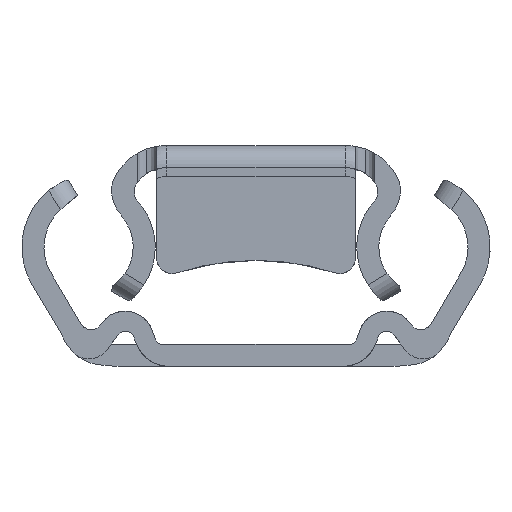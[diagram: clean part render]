
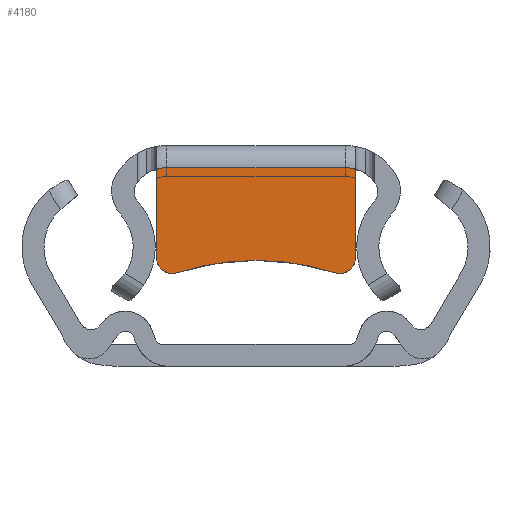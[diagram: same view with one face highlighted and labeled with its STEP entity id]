
A CAD part, left-side view. The second image highlights one B-rep face of the part: STEP entity #4180.
In plain terms, the highlighted planar face has unit normal (-1, 0, 0).
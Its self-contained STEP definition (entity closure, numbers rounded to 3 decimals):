
#119 = DIRECTION ( 'NONE',  ( 0., 0., 1. ) ) ;
#379 = DIRECTION ( 'NONE',  ( -1., 0., 0. ) ) ;
#468 = CARTESIAN_POINT ( 'NONE',  ( 0., -1.498, -0.401 ) ) ;
#496 = AXIS2_PLACEMENT_3D ( 'NONE', #7480, #12777, #119 ) ;
#572 = EDGE_CURVE ( 'NONE', #12147, #5497, #13469, .T. ) ;
#624 = EDGE_CURVE ( 'NONE', #11472, #5977, #5658, .T. ) ;
#666 = CARTESIAN_POINT ( 'NONE',  ( 0., 0., -3.417 ) ) ;
#683 = LINE ( 'NONE', #13341, #5669 ) ;
#685 = VERTEX_POINT ( 'NONE', #1153 ) ;
#987 = DIRECTION ( 'NONE',  ( 0., 0., -1. ) ) ;
#1153 = CARTESIAN_POINT ( 'NONE',  ( 0., -2.25, 4.468 ) ) ;
#1448 = PLANE ( 'NONE',  #3212 ) ;
#1628 = CARTESIAN_POINT ( 'NONE',  ( 0., -2.023, 3.673 ) ) ;
#1717 = CIRCLE ( 'NONE', #9404, 0.35 ) ;
#1749 = EDGE_LOOP ( 'NONE', ( #12320, #4501, #5782, #4955, #5569, #4847, #3284, #13251, #9044, #2483, #10491 ) ) ;
#1835 = DIRECTION ( 'NONE',  ( -1., 0., 0. ) ) ;
#1920 = EDGE_CURVE ( 'NONE', #2594, #5977, #683, .T. ) ;
#1930 = CIRCLE ( 'NONE', #8964, 0.827 ) ;
#2483 = ORIENTED_EDGE ( 'NONE', *, *, #8989, .T. ) ;
#2566 = CARTESIAN_POINT ( 'NONE',  ( 0., 2.25, 4.468 ) ) ;
#2594 = VERTEX_POINT ( 'NONE', #3406 ) ;
#2596 = EDGE_CURVE ( 'NONE', #685, #5906, #5838, .T. ) ;
#2800 = CIRCLE ( 'NONE', #4781, 0.35 ) ;
#2917 = DIRECTION ( 'NONE',  ( -1., 0., 0. ) ) ;
#2989 = AXIS2_PLACEMENT_3D ( 'NONE', #1628, #12013, #7685 ) ;
#3212 = AXIS2_PLACEMENT_3D ( 'NONE', #5627, #6805, #13002 ) ;
#3284 = ORIENTED_EDGE ( 'NONE', *, *, #6549, .F. ) ;
#3406 = CARTESIAN_POINT ( 'NONE',  ( 0., 2.238, 2.359 ) ) ;
#3827 = DIRECTION ( 'NONE',  ( 0., 0., 1. ) ) ;
#3908 = DIRECTION ( 'NONE',  ( 0., 0.259, 0.966 ) ) ;
#4180 = ADVANCED_FACE ( 'NONE', ( #7779 ), #1448, .F. ) ;
#4222 = DIRECTION ( 'NONE',  ( 0., 1., 0. ) ) ;
#4501 = ORIENTED_EDGE ( 'NONE', *, *, #5799, .T. ) ;
#4577 = DIRECTION ( 'NONE',  ( 0., 0., 1. ) ) ;
#4668 = CARTESIAN_POINT ( 'NONE',  ( 0., 2.023, 4.5 ) ) ;
#4776 = DIRECTION ( 'NONE',  ( 0., 0., -1. ) ) ;
#4781 = AXIS2_PLACEMENT_3D ( 'NONE', #10375, #1835, #10305 ) ;
#4838 = CARTESIAN_POINT ( 'NONE',  ( 0., -2.238, 2.359 ) ) ;
#4847 = ORIENTED_EDGE ( 'NONE', *, *, #572, .F. ) ;
#4948 = DIRECTION ( 'NONE',  ( 0., 0., 1. ) ) ;
#4955 = ORIENTED_EDGE ( 'NONE', *, *, #1920, .F. ) ;
#5382 = CARTESIAN_POINT ( 'NONE',  ( 0., 1.792, 2.117 ) ) ;
#5497 = VERTEX_POINT ( 'NONE', #5382 ) ;
#5569 = ORIENTED_EDGE ( 'NONE', *, *, #13260, .T. ) ;
#5627 = CARTESIAN_POINT ( 'NONE',  ( 0., -2.023, 3.673 ) ) ;
#5658 = LINE ( 'NONE', #10977, #9338 ) ;
#5669 = VECTOR ( 'NONE', #3908, 1000. ) ;
#5782 = ORIENTED_EDGE ( 'NONE', *, *, #624, .T. ) ;
#5799 = EDGE_CURVE ( 'NONE', #11906, #11472, #1930, .T. ) ;
#5838 = CIRCLE ( 'NONE', #2989, 0.827 ) ;
#5854 = EDGE_CURVE ( 'NONE', #5906, #11906, #6211, .T. ) ;
#5906 = VERTEX_POINT ( 'NONE', #8675 ) ;
#5977 = VERTEX_POINT ( 'NONE', #12929 ) ;
#6211 = LINE ( 'NONE', #9308, #11822 ) ;
#6437 = EDGE_CURVE ( 'NONE', #11367, #10853, #12907, .T. ) ;
#6549 = EDGE_CURVE ( 'NONE', #12715, #12147, #12256, .T. ) ;
#6805 = DIRECTION ( 'NONE',  ( 1., 0., 0. ) ) ;
#7394 = CARTESIAN_POINT ( 'NONE',  ( 0., 0., 2.4 ) ) ;
#7480 = CARTESIAN_POINT ( 'NONE',  ( 0., 0., -3.417 ) ) ;
#7685 = DIRECTION ( 'NONE',  ( 0., 0., -1. ) ) ;
#7779 = FACE_OUTER_BOUND ( 'NONE', #1749, .T. ) ;
#8044 = LINE ( 'NONE', #11602, #9424 ) ;
#8539 = EDGE_CURVE ( 'NONE', #12715, #11367, #2800, .T. ) ;
#8675 = CARTESIAN_POINT ( 'NONE',  ( 0., -2.023, 4.5 ) ) ;
#8909 = CARTESIAN_POINT ( 'NONE',  ( 0., -2.25, 2.404 ) ) ;
#8964 = AXIS2_PLACEMENT_3D ( 'NONE', #12553, #2917, #987 ) ;
#8989 = EDGE_CURVE ( 'NONE', #10853, #685, #8044, .T. ) ;
#9044 = ORIENTED_EDGE ( 'NONE', *, *, #6437, .T. ) ;
#9059 = DIRECTION ( 'NONE',  ( -1., 0., 0. ) ) ;
#9194 = CARTESIAN_POINT ( 'NONE',  ( 0., -1.792, 2.117 ) ) ;
#9308 = CARTESIAN_POINT ( 'NONE',  ( 0., -2.023, 4.5 ) ) ;
#9338 = VECTOR ( 'NONE', #4776, 1000. ) ;
#9404 = AXIS2_PLACEMENT_3D ( 'NONE', #13103, #379, #4577 ) ;
#9424 = VECTOR ( 'NONE', #4948, 1000. ) ;
#10305 = DIRECTION ( 'NONE',  ( 0., 0., 1. ) ) ;
#10375 = CARTESIAN_POINT ( 'NONE',  ( 0., -1.9, 2.45 ) ) ;
#10491 = ORIENTED_EDGE ( 'NONE', *, *, #2596, .T. ) ;
#10853 = VERTEX_POINT ( 'NONE', #8909 ) ;
#10977 = CARTESIAN_POINT ( 'NONE',  ( 0., 2.25, 3.673 ) ) ;
#11367 = VERTEX_POINT ( 'NONE', #4838 ) ;
#11472 = VERTEX_POINT ( 'NONE', #2566 ) ;
#11602 = CARTESIAN_POINT ( 'NONE',  ( 0., -2.25, 3.673 ) ) ;
#11822 = VECTOR ( 'NONE', #4222, 1000. ) ;
#11834 = VECTOR ( 'NONE', #13044, 1000. ) ;
#11906 = VERTEX_POINT ( 'NONE', #4668 ) ;
#12013 = DIRECTION ( 'NONE',  ( -1., 0., 0. ) ) ;
#12147 = VERTEX_POINT ( 'NONE', #7394 ) ;
#12256 = CIRCLE ( 'NONE', #12693, 5.817 ) ;
#12320 = ORIENTED_EDGE ( 'NONE', *, *, #5854, .T. ) ;
#12553 = CARTESIAN_POINT ( 'NONE',  ( 0., 2.023, 3.673 ) ) ;
#12693 = AXIS2_PLACEMENT_3D ( 'NONE', #666, #9059, #3827 ) ;
#12715 = VERTEX_POINT ( 'NONE', #9194 ) ;
#12777 = DIRECTION ( 'NONE',  ( -1., 0., 0. ) ) ;
#12907 = LINE ( 'NONE', #468, #11834 ) ;
#12929 = CARTESIAN_POINT ( 'NONE',  ( 0., 2.25, 2.404 ) ) ;
#13002 = DIRECTION ( 'NONE',  ( 0., 0., -1. ) ) ;
#13044 = DIRECTION ( 'NONE',  ( 0., -0.259, 0.966 ) ) ;
#13103 = CARTESIAN_POINT ( 'NONE',  ( 0., 1.9, 2.45 ) ) ;
#13251 = ORIENTED_EDGE ( 'NONE', *, *, #8539, .T. ) ;
#13260 = EDGE_CURVE ( 'NONE', #2594, #5497, #1717, .T. ) ;
#13341 = CARTESIAN_POINT ( 'NONE',  ( 0., 1.498, -0.401 ) ) ;
#13469 = CIRCLE ( 'NONE', #496, 5.817 ) ;
